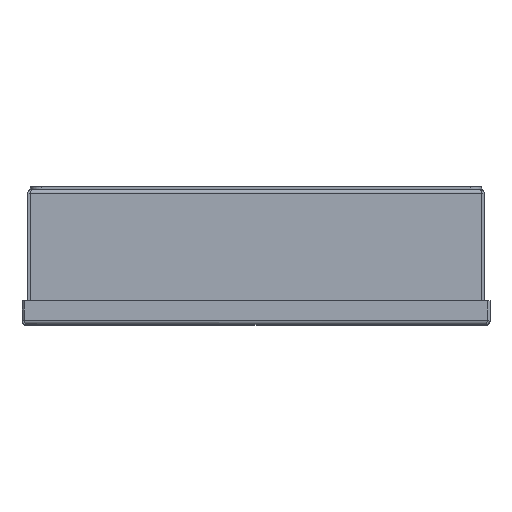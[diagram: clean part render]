
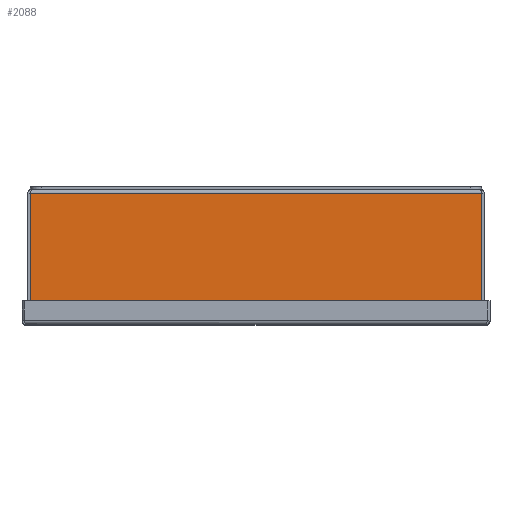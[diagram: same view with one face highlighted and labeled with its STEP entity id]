
A CAD part, top view. The second image highlights one B-rep face of the part: STEP entity #2088.
In plain terms, the highlighted planar face has unit normal (0, 0, 1).
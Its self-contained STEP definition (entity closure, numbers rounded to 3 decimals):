
#2088 = ADVANCED_FACE( '', ( #5382 ), #5383, .F. );
#5382 = FACE_OUTER_BOUND( '', #10365, .T. );
#5383 = PLANE( '', #10366 );
#10365 = EDGE_LOOP( '', ( #16815, #16816, #16817, #16818, #16819, #16820, #16821, #16822, #16823, #16824 ) );
#10366 = AXIS2_PLACEMENT_3D( '', #16825, #16826, #16827 );
#16815 = ORIENTED_EDGE( '', *, *, #33342, .F. );
#16816 = ORIENTED_EDGE( '', *, *, #33343, .T. );
#16817 = ORIENTED_EDGE( '', *, *, #33344, .T. );
#16818 = ORIENTED_EDGE( '', *, *, #33345, .F. );
#16819 = ORIENTED_EDGE( '', *, *, #33099, .T. );
#16820 = ORIENTED_EDGE( '', *, *, #33346, .T. );
#16821 = ORIENTED_EDGE( '', *, *, #33347, .T. );
#16822 = ORIENTED_EDGE( '', *, *, #33348, .F. );
#16823 = ORIENTED_EDGE( '', *, *, #33349, .F. );
#16824 = ORIENTED_EDGE( '', *, *, #33350, .T. );
#16825 = CARTESIAN_POINT( '', ( 942.823, 0., 149.225 ) );
#16826 = DIRECTION( '', ( 0., 0., -1. ) );
#16827 = DIRECTION( '', ( 0., 1., 0. ) );
#33099 = EDGE_CURVE( '', #38660, #38665, #38667, .T. );
#33342 = EDGE_CURVE( '', #39085, #39086, #39087, .T. );
#33343 = EDGE_CURVE( '', #39085, #39088, #39089, .T. );
#33344 = EDGE_CURVE( '', #39088, #39090, #39091, .T. );
#33345 = EDGE_CURVE( '', #38660, #39090, #39092, .T. );
#33346 = EDGE_CURVE( '', #38665, #39093, #39094, .T. );
#33347 = EDGE_CURVE( '', #39093, #39095, #39096, .T. );
#33348 = EDGE_CURVE( '', #39097, #39095, #39098, .T. );
#33349 = EDGE_CURVE( '', #39099, #39097, #39100, .T. );
#33350 = EDGE_CURVE( '', #39099, #39086, #39101, .T. );
#38660 = VERTEX_POINT( '', #47660 );
#38665 = VERTEX_POINT( '', #47675 );
#38667 = LINE( '', #47686, #47687 );
#39085 = VERTEX_POINT( '', #48720 );
#39086 = VERTEX_POINT( '', #48721 );
#39087 = LINE( '', #48722, #48723 );
#39088 = VERTEX_POINT( '', #48724 );
#39089 = LINE( '', #48725, #48726 );
#39090 = VERTEX_POINT( '', #48727 );
#39091 = LINE( '', #48728, #48729 );
#39092 = LINE( '', #48730, #48731 );
#39093 = VERTEX_POINT( '', #48732 );
#39094 = LINE( '', #48733, #48734 );
#39095 = VERTEX_POINT( '', #48735 );
#39096 = LINE( '', #48736, #48737 );
#39097 = VERTEX_POINT( '', #48738 );
#39098 = LINE( '', #48739, #48740 );
#39099 = VERTEX_POINT( '', #48741 );
#39100 = LINE( '', #48742, #48743 );
#39101 = LINE( '', #48744, #48745 );
#47660 = CARTESIAN_POINT( '', ( 134.998, -2.337, 149.225 ) );
#47675 = CARTESIAN_POINT( '', ( -134.998, -2.337, 149.225 ) );
#47686 = CARTESIAN_POINT( '', ( 942.823, -2.337, 149.225 ) );
#47687 = VECTOR( '', #65784, 1000. );
#48720 = CARTESIAN_POINT( '', ( 111.102, -73.863, 149.225 ) );
#48721 = CARTESIAN_POINT( '', ( 111.1, -73.863, 149.225 ) );
#48722 = CARTESIAN_POINT( '', ( -111.102, -73.863, 149.225 ) );
#48723 = VECTOR( '', #65914, 1000. );
#48724 = CARTESIAN_POINT( '', ( 111.102, -74.676, 149.225 ) );
#48725 = CARTESIAN_POINT( '', ( 111.102, -76.2, 149.225 ) );
#48726 = VECTOR( '', #65915, 1000. );
#48727 = CARTESIAN_POINT( '', ( 134.998, -74.676, 149.225 ) );
#48728 = CARTESIAN_POINT( '', ( 942.823, -74.676, 149.225 ) );
#48729 = VECTOR( '', #65916, 1000. );
#48730 = CARTESIAN_POINT( '', ( 134.998, -2.337, 149.225 ) );
#48731 = VECTOR( '', #65917, 1000. );
#48732 = CARTESIAN_POINT( '', ( -134.998, -74.676, 149.225 ) );
#48733 = CARTESIAN_POINT( '', ( -134.998, -2.337, 149.225 ) );
#48734 = VECTOR( '', #65918, 1000. );
#48735 = CARTESIAN_POINT( '', ( -111.102, -74.676, 149.225 ) );
#48736 = CARTESIAN_POINT( '', ( 942.823, -74.676, 149.225 ) );
#48737 = VECTOR( '', #65919, 1000. );
#48738 = CARTESIAN_POINT( '', ( -111.102, -73.863, 149.225 ) );
#48739 = CARTESIAN_POINT( '', ( -111.102, -76.2, 149.225 ) );
#48740 = VECTOR( '', #65920, 1000. );
#48741 = CARTESIAN_POINT( '', ( -111.1, -73.863, 149.225 ) );
#48742 = CARTESIAN_POINT( '', ( -111.102, -73.863, 149.225 ) );
#48743 = VECTOR( '', #65921, 1000. );
#48744 = CARTESIAN_POINT( '', ( -111.1, -73.863, 149.225 ) );
#48745 = VECTOR( '', #65922, 1000. );
#65784 = DIRECTION( '', ( -1., 0., 0. ) );
#65914 = DIRECTION( '', ( -1., 0., 0. ) );
#65915 = DIRECTION( '', ( 0., -1., 0. ) );
#65916 = DIRECTION( '', ( 1., 0., 0. ) );
#65917 = DIRECTION( '', ( 0., -1., 0. ) );
#65918 = DIRECTION( '', ( 0., -1., 0. ) );
#65919 = DIRECTION( '', ( 1., 0., 0. ) );
#65920 = DIRECTION( '', ( 0., -1., 0. ) );
#65921 = DIRECTION( '', ( -1., 0., 0. ) );
#65922 = DIRECTION( '', ( 1., 0., 0. ) );
